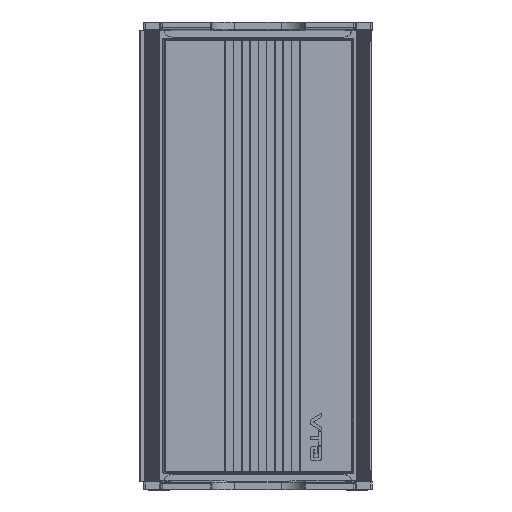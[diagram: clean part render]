
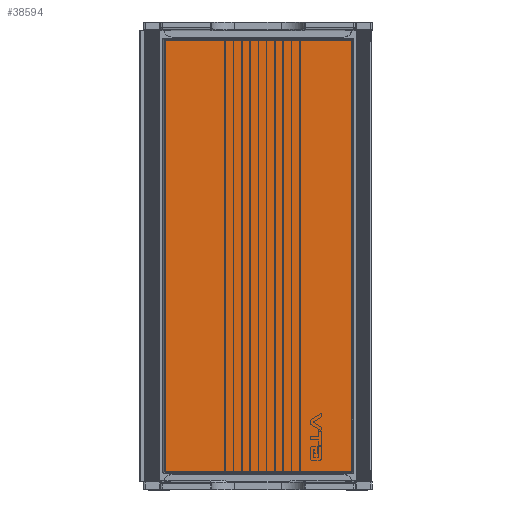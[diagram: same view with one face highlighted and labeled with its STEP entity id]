
A CAD part, top view. The second image highlights one B-rep face of the part: STEP entity #38594.
In plain terms, the highlighted face is planar.
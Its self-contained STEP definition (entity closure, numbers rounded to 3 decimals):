
#1574=PLANE('',#42918);
#3447=FACE_OUTER_BOUND('',#5573,.T.);
#5573=EDGE_LOOP('',(#32858,#32859,#32860,#32861));
#8631=LINE('',#72645,#11319);
#8632=LINE('',#72651,#11320);
#8633=LINE('',#72653,#11321);
#8634=LINE('',#72654,#11322);
#11319=VECTOR('',#53616,10.);
#11320=VECTOR('',#53625,10.);
#11321=VECTOR('',#53626,10.);
#11322=VECTOR('',#53627,10.);
#17164=VERTEX_POINT('',#72640);
#17165=VERTEX_POINT('',#72644);
#17166=VERTEX_POINT('',#72650);
#17167=VERTEX_POINT('',#72652);
#22497=EDGE_CURVE('',#17164,#17165,#8631,.T.);
#22500=EDGE_CURVE('',#17166,#17164,#8632,.T.);
#22501=EDGE_CURVE('',#17167,#17166,#8633,.T.);
#22502=EDGE_CURVE('',#17165,#17167,#8634,.T.);
#32858=ORIENTED_EDGE('',*,*,#22497,.F.);
#32859=ORIENTED_EDGE('',*,*,#22500,.F.);
#32860=ORIENTED_EDGE('',*,*,#22501,.F.);
#32861=ORIENTED_EDGE('',*,*,#22502,.F.);
#38594=ADVANCED_FACE('',(#3447),#1574,.F.);
#42918=AXIS2_PLACEMENT_3D('',#72649,#53623,#53624);
#53616=DIRECTION('',(0.,-1.,0.));
#53623=DIRECTION('center_axis',(0.,0.,1.));
#53624=DIRECTION('ref_axis',(1.,0.,0.));
#53625=DIRECTION('',(-1.,0.,0.));
#53626=DIRECTION('',(0.,1.,0.));
#53627=DIRECTION('',(1.,0.,0.));
#72640=CARTESIAN_POINT('',(-259.762,112.262,0.));
#72644=CARTESIAN_POINT('',(-259.762,-112.262,0.));
#72645=CARTESIAN_POINT('',(-259.762,-28.5,0.));
#72649=CARTESIAN_POINT('Origin',(0.,0.,
0.));
#72650=CARTESIAN_POINT('',(259.762,112.262,0.));
#72651=CARTESIAN_POINT('',(-65.375,112.262,0.));
#72652=CARTESIAN_POINT('',(259.762,-112.262,0.));
#72653=CARTESIAN_POINT('',(259.762,28.5,0.));
#72654=CARTESIAN_POINT('',(65.375,-112.262,0.));
